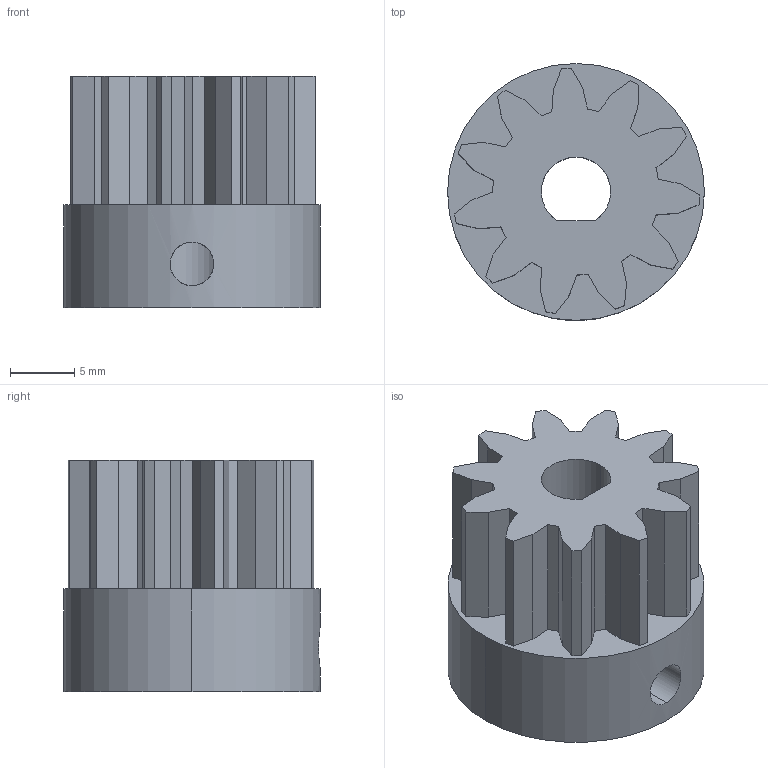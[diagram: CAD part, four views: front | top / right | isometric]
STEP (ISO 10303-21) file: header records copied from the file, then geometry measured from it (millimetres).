
FILE_DESCRIPTION (( 'STEP AP203' ), '1' );
FILE_NAME ('EckstruderSmallPulley_Grubx1.STEP', '2012-07-31T21:07:47', ( '' ), ( '' ), 'SwSTEP 2.0', 'SolidWorks 2012', '' );
FILE_SCHEMA (( 'CONFIG_CONTROL_DESIGN' ));
Length unit declared in the file: millimetre
Products named in the file (1): EckstruderSmallPulley_Grubx1
Bounding box: 20 x 20 x 18 mm (x, y, z)
Volume: 3985.4 mm3; surface area: 2472.9 mm2
Topology: 1 solids, 1 shells, 85 faces, 246 edges, 164 vertices
Faces by surface type: plane 76, cylinder 9
Entity records: 2907 total; most frequent: CARTESIAN_POINT 564, ORIENTED_EDGE 492, DIRECTION 432, EDGE_CURVE 246, VECTOR 224, LINE 224, VERTEX_POINT 164, AXIS2_PLACEMENT_3D 104
